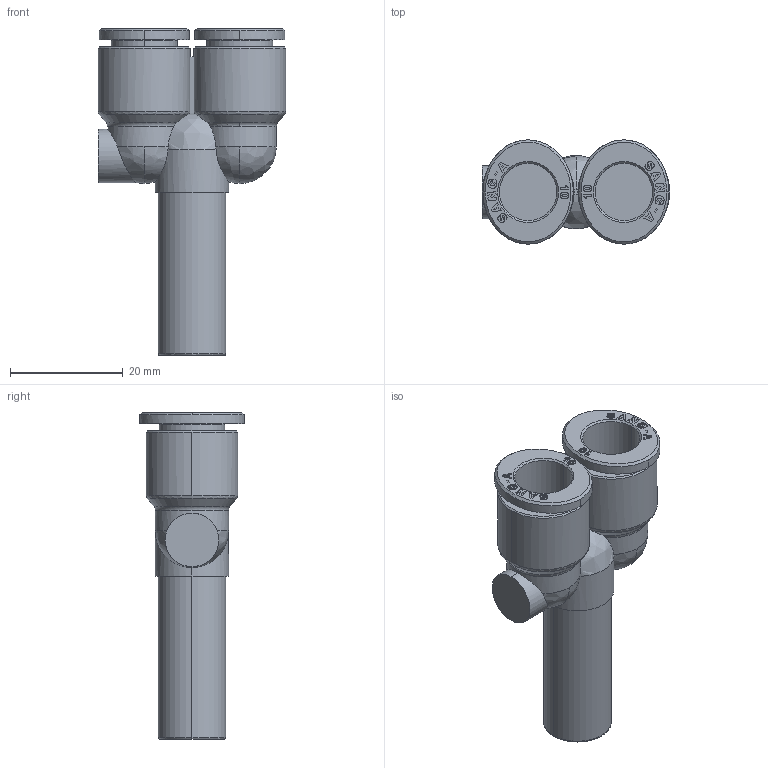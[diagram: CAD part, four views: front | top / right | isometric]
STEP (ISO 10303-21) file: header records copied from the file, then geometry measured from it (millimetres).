
FILE_DESCRIPTION (( 'STEP AP214' ), '1' );
FILE_NAME ('PWJ12-10.stp', '2015-08-20T08:54:40', ( '' ), ( '' ), 'SwSTEP 2.0', 'SolidWorks 2015', '' );
FILE_SCHEMA (( 'AUTOMOTIVE_DESIGN' ));
Length unit declared in the file: millimetre
Products named in the file (2): ｦ+ﾃｦ1; PWJ12-10
Assembly tree (1 placements, depth 2):
  PWJ12-10
    ｦ+ﾃｦ1
Bounding box: 33.3 x 18.5 x 58 mm (x, y, z)
Volume: 8149.7 mm3; surface area: 7127.7 mm2
Topology: 1 solids, 1 shells, 843 faces, 2427 edges, 1612 vertices
Faces by surface type: plane 767, bspline 30, cylinder 25, cone 17, torus 4
Entity records: 29367 total; most frequent: CARTESIAN_POINT 6815, ORIENTED_EDGE 4846, DIRECTION 4078, EDGE_CURVE 2423, VECTOR 2248, LINE 2248, VERTEX_POINT 1612, AXIS2_PLACEMENT_3D 915
